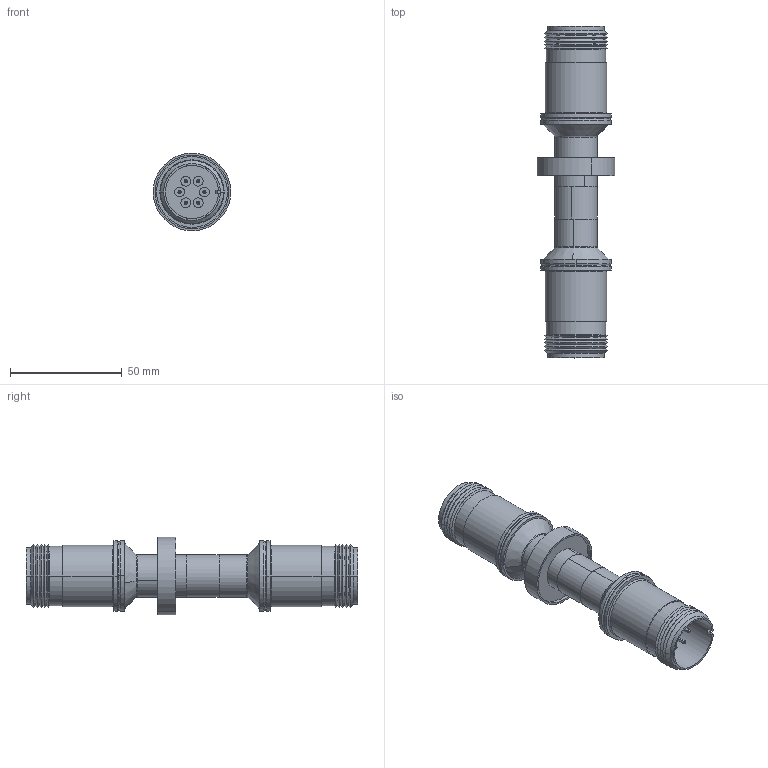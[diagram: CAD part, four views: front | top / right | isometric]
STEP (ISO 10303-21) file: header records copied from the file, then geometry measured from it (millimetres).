
FILE_DESCRIPTION (( 'STEP AP203' ), '1' );
FILE_NAME ('A1095-1-W.STEP', '2013-03-18T13:10:01', ( '' ), ( '' ), 'SwSTEP 2.0', 'SolidWorks 2012', '' );
FILE_SCHEMA (( 'CONFIG_CONTROL_DESIGN' ));
Length unit declared in the file: inch
Products named in the file (1): A1095-1-W
Bounding box: 34.76 x 148.72 x 34.76 mm (x, y, z)
Volume: 26001.9 mm3; surface area: 39342.3 mm2
Topology: 2 solids, 8 shells, 470 faces, 984 edges, 606 vertices
Faces by surface type: cylinder 222, plane 116, cone 74, torus 58
Entity records: 12833 total; most frequent: DIRECTION 2542, CARTESIAN_POINT 2109, ORIENTED_EDGE 1968, AXIS2_PLACEMENT_3D 1103, EDGE_CURVE 984, CIRCLE 632, VERTEX_POINT 606, EDGE_LOOP 590
